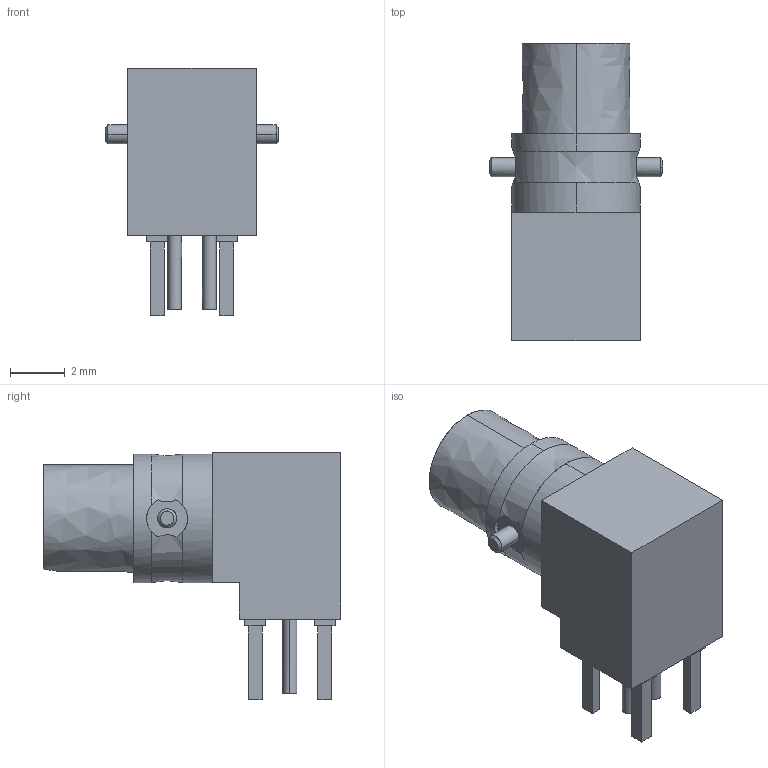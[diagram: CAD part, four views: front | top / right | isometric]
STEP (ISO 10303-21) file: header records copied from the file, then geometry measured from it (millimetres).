
FILE_DESCRIPTION(/* description */ (''),/* implementation_level */ '2;1');
FILE_NAME(/* name */ 'CJT-T-~1',/* time_stamp */ '2021-03-05T14:32:00+01:00',/* author */ (''),/* organization */ (''),/* preprocessor_version */ 'ST-DEVELOPER v15',/* originating_system */ '',/* authorisation */ '');
FILE_SCHEMA (('AUTOMOTIVE_DESIGN'));
Length unit declared in the file: millimetre
Products named in the file (2): Document; Bloc 04
Assembly tree (1 placements, depth 2):
  Document
    Bloc 04
Bounding box: 6.35 x 10.86 x 9.05 mm (x, y, z)
Surface area: 311.9 mm2 (no closed solid volume)
Topology: 0 solids, 90 shells, 104 faces, 504 edges, 474 vertices
Faces by surface type: plane 62, bspline 42
Entity records: 6261 total; most frequent: CARTESIAN_POINT 2852, ORIENTED_EDGE 528, EDGE_CURVE 500, VERTEX_POINT 474, B_SPLINE_CURVE_WITH_KNOTS 350, EDGE_LOOP 115, ADVANCED_FACE 104, FACE_OUTER_BOUND 104
